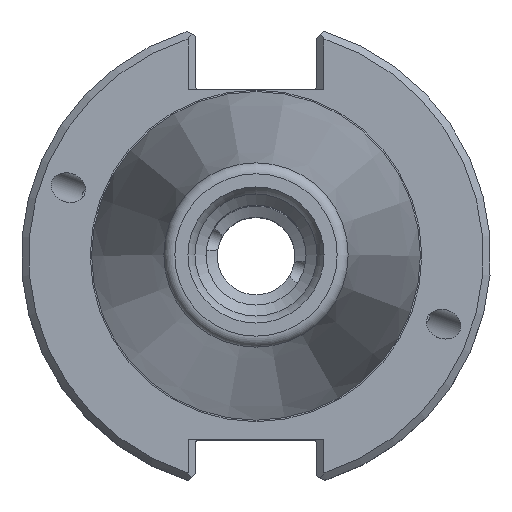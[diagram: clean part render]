
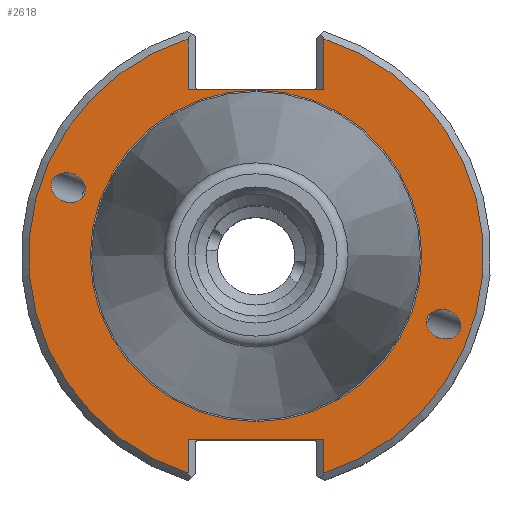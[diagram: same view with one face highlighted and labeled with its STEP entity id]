
A CAD part, top view. The second image highlights one B-rep face of the part: STEP entity #2618.
In plain terms, the highlighted planar face has unit normal (0, 0, 1).
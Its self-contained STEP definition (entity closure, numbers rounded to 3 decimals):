
#24=ELLIPSE('',#2786,2.381,1.95);
#25=ELLIPSE('',#2790,2.381,1.95);
#66=LINE('',#4123,#131);
#69=LINE('',#4134,#134);
#88=LINE('',#4220,#153);
#90=LINE('',#4236,#155);
#91=LINE('',#4238,#156);
#92=LINE('',#4240,#157);
#131=VECTOR('',#3161,1000.);
#134=VECTOR('',#3166,1000.);
#153=VECTOR('',#3217,1000.);
#155=VECTOR('',#3227,1000.);
#156=VECTOR('',#3228,1000.);
#157=VECTOR('',#3229,1000.);
#196=PLANE('',#2808);
#316=CIRCLE('',#2784,22.418);
#317=CIRCLE('',#2793,30.75);
#318=CIRCLE('',#2800,30.75);
#739=ORIENTED_EDGE('',*,*,#1012,.F.);
#740=ORIENTED_EDGE('',*,*,#1017,.T.);
#741=ORIENTED_EDGE('',*,*,#1011,.T.);
#742=ORIENTED_EDGE('',*,*,#1042,.F.);
#743=ORIENTED_EDGE('',*,*,#1007,.T.);
#744=ORIENTED_EDGE('',*,*,#1034,.T.);
#745=ORIENTED_EDGE('',*,*,#1047,.T.);
#746=ORIENTED_EDGE('',*,*,#1048,.F.);
#747=ORIENTED_EDGE('',*,*,#1049,.T.);
#748=ORIENTED_EDGE('',*,*,#1005,.F.);
#749=ORIENTED_EDGE('',*,*,#1004,.F.);
#1004=EDGE_CURVE('',#1214,#1214,#316,.T.);
#1005=EDGE_CURVE('',#1215,#1215,#24,.T.);
#1007=EDGE_CURVE('',#1217,#1216,#66,.T.);
#1011=EDGE_CURVE('',#1218,#1219,#69,.T.);
#1012=EDGE_CURVE('',#1220,#1220,#25,.T.);
#1017=EDGE_CURVE('',#1223,#1218,#317,.T.);
#1034=EDGE_CURVE('',#1216,#1234,#318,.T.);
#1042=EDGE_CURVE('',#1217,#1219,#88,.T.);
#1047=EDGE_CURVE('',#1234,#1241,#90,.T.);
#1048=EDGE_CURVE('',#1242,#1241,#91,.T.);
#1049=EDGE_CURVE('',#1242,#1223,#92,.T.);
#1214=VERTEX_POINT('',#4113);
#1215=VERTEX_POINT('',#4116);
#1216=VERTEX_POINT('',#4122);
#1217=VERTEX_POINT('',#4124);
#1218=VERTEX_POINT('',#4131);
#1219=VERTEX_POINT('',#4133);
#1220=VERTEX_POINT('',#4137);
#1223=VERTEX_POINT('',#4152);
#1234=VERTEX_POINT('',#4198);
#1241=VERTEX_POINT('',#4237);
#1242=VERTEX_POINT('',#4239);
#1493=EDGE_LOOP('',(#739));
#1494=EDGE_LOOP('',(#740,#741,#742,#743,#744,#745,#746,#747));
#1495=EDGE_LOOP('',(#748));
#1496=EDGE_LOOP('',(#749));
#1665=FACE_BOUND('',#1493,.T.);
#1666=FACE_BOUND('',#1494,.T.);
#1667=FACE_BOUND('',#1495,.T.);
#1668=FACE_BOUND('',#1496,.T.);
#2618=ADVANCED_FACE('',(#1665,#1666,#1667,#1668),#196,.T.);
#2784=AXIS2_PLACEMENT_3D('',#4112,#3153,#3154);
#2786=AXIS2_PLACEMENT_3D('',#4115,#3157,#3158);
#2790=AXIS2_PLACEMENT_3D('',#4136,#3169,#3170);
#2793=AXIS2_PLACEMENT_3D('',#4153,#3177,#3178);
#2800=AXIS2_PLACEMENT_3D('',#4199,#3203,#3204);
#2808=AXIS2_PLACEMENT_3D('',#4235,#3225,#3226);
#3153=DIRECTION('',(0.,0.,1.));
#3154=DIRECTION('',(1.,0.,0.));
#3157=DIRECTION('',(0.,0.,1.));
#3158=DIRECTION('',(-0.94,0.342,0.));
#3161=DIRECTION('',(0.,-1.,0.));
#3166=DIRECTION('',(0.,1.,0.));
#3169=DIRECTION('',(0.,0.,1.));
#3170=DIRECTION('',(0.94,-0.342,0.));
#3177=DIRECTION('',(0.,0.,1.));
#3178=DIRECTION('',(1.,0.,0.));
#3203=DIRECTION('',(0.,0.,1.));
#3204=DIRECTION('',(1.,0.,0.));
#3217=DIRECTION('',(-1.,0.,0.));
#3225=DIRECTION('',(0.,0.,1.));
#3226=DIRECTION('',(1.,0.,0.));
#3227=DIRECTION('',(0.,-1.,0.));
#3228=DIRECTION('',(1.,0.,0.));
#3229=DIRECTION('',(0.,1.,0.));
#4112=CARTESIAN_POINT('',(0.,0.,-3.17));
#4113=CARTESIAN_POINT('',(22.418,0.,-3.17));
#4115=CARTESIAN_POINT('',(25.372,-9.235,-3.17));
#4116=CARTESIAN_POINT('',(23.135,-8.42,-3.17));
#4122=CARTESIAN_POINT('',(9.19,-29.345,-3.17));
#4123=CARTESIAN_POINT('',(9.19,-30.831,-3.17));
#4124=CARTESIAN_POINT('',(9.19,-24.87,-3.17));
#4131=CARTESIAN_POINT('',(-9.19,-29.345,-3.17));
#4133=CARTESIAN_POINT('',(-9.19,-24.87,-3.17));
#4134=CARTESIAN_POINT('',(-9.19,-24.87,-3.17));
#4136=CARTESIAN_POINT('',(-25.372,9.235,-3.17));
#4137=CARTESIAN_POINT('',(-23.135,8.42,-3.17));
#4152=CARTESIAN_POINT('',(-9.19,29.345,-3.17));
#4153=CARTESIAN_POINT('',(0.,0.,-3.17));
#4198=CARTESIAN_POINT('',(9.19,29.345,-3.17));
#4199=CARTESIAN_POINT('',(0.,0.,-3.17));
#4220=CARTESIAN_POINT('',(8.19,-24.87,-3.17));
#4235=CARTESIAN_POINT('',(22.418,0.,-3.17));
#4236=CARTESIAN_POINT('',(9.19,22.46,-3.17));
#4237=CARTESIAN_POINT('',(9.19,22.46,-3.17));
#4238=CARTESIAN_POINT('',(-8.19,22.46,-3.17));
#4239=CARTESIAN_POINT('',(-9.19,22.46,-3.17));
#4240=CARTESIAN_POINT('',(-9.19,30.831,-3.17));
